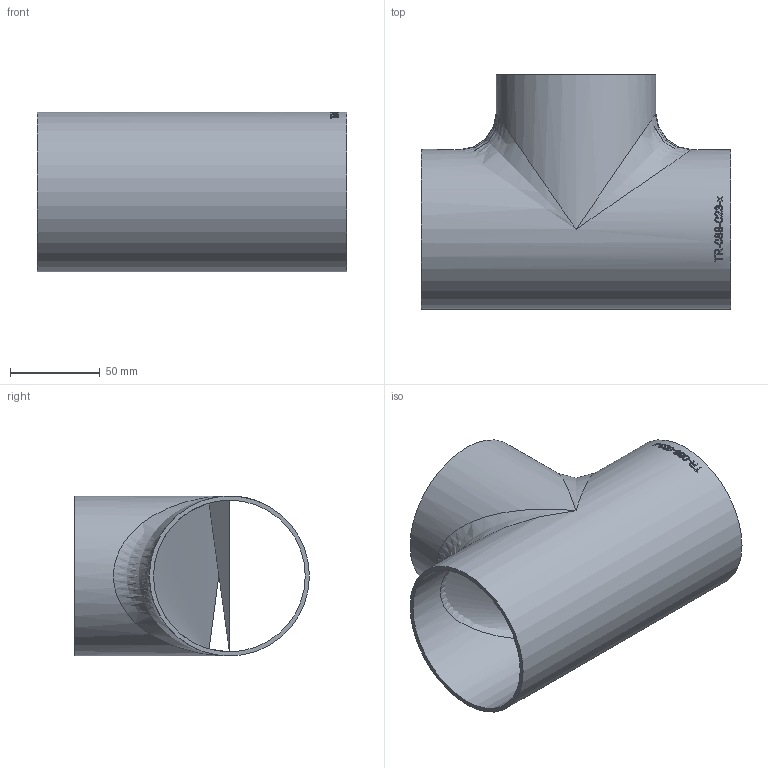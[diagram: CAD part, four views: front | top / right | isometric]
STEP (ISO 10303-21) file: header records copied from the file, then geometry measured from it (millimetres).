
FILE_DESCRIPTION (( 'STEP AP214' ), '1' );
FILE_NAME ('TR-088-023-x T-Stück Ø88,9x2,3 BL172 1910.STEP', '2019-10-15T12:44:02', ( '' ), ( '' ), 'SwSTEP 2.0', 'SolidWorks 2016', '' );
FILE_SCHEMA (( 'AUTOMOTIVE_DESIGN' ));
Length unit declared in the file: millimetre
Products named in the file (1): TR-088-023-x T-Stück Ø88,9x2,3 BL172 1910
Bounding box: 172 x 130.45 x 88.9 mm (x, y, z)
Volume: 125274.8 mm3; surface area: 110838.9 mm2
Topology: 1 solids, 1 shells, 166 faces, 439 edges, 284 vertices
Faces by surface type: bspline 104, plane 39, cylinder 23
Full cylindrical faces by diameter (mm): 84.3 x2, 88.9 x2
Entity records: 22414 total; most frequent: CARTESIAN_POINT 17619, ORIENTED_EDGE 844, EDGE_CURVE 422, B_SPLINE_CURVE_WITH_KNOTS 308, VERTEX_POINT 282, DIRECTION 282, EDGE_LOOP 194, FACE_OUTER_BOUND 170
